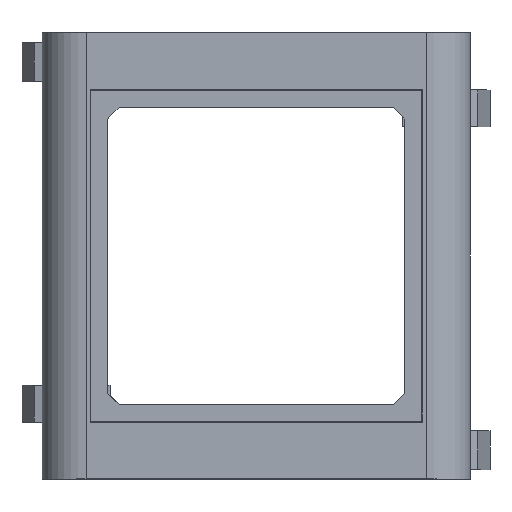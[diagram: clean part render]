
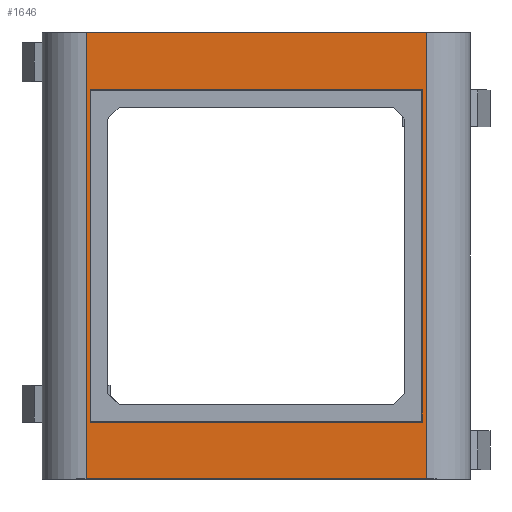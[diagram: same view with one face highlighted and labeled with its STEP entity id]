
A CAD part, top view. The second image highlights one B-rep face of the part: STEP entity #1646.
In plain terms, the highlighted planar face has unit normal (0, 0, 1).
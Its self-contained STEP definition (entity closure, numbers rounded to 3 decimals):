
#1592=AXIS2_PLACEMENT_3D('Plane Axis2P3D',#1589,#1590,#1591) ;
#744=CARTESIAN_POINT('Vertex',(22.6,-22.6,9.8)) ;
#747=CARTESIAN_POINT('Line Origine',(22.6,0.,9.8)) ;
#751=CARTESIAN_POINT('Vertex',(22.6,22.6,9.8)) ;
#1574=CARTESIAN_POINT('Vertex',(-22.6,-22.6,9.8)) ;
#1577=CARTESIAN_POINT('Line Origine',(0.,-22.6,9.8)) ;
#1589=CARTESIAN_POINT('Axis2P3D Location',(0.,0.,9.8)) ;
#1594=CARTESIAN_POINT('Line Origine',(0.,-30.355,9.8)) ;
#1598=CARTESIAN_POINT('Vertex',(-23.154,-30.355,9.8)) ;
#1600=CARTESIAN_POINT('Vertex',(23.154,-30.355,9.8)) ;
#1603=CARTESIAN_POINT('Line Origine',(23.154,0.,9.8)) ;
#1607=CARTESIAN_POINT('Vertex',(23.154,30.355,9.8)) ;
#1610=CARTESIAN_POINT('Line Origine',(0.,30.355,9.8)) ;
#1614=CARTESIAN_POINT('Vertex',(-23.154,30.355,9.8)) ;
#1617=CARTESIAN_POINT('Line Origine',(-23.154,0.,9.8)) ;
#1628=CARTESIAN_POINT('Line Origine',(-22.6,0.,9.8)) ;
#1632=CARTESIAN_POINT('Vertex',(-22.6,22.6,9.8)) ;
#1635=CARTESIAN_POINT('Line Origine',(0.,22.6,9.8)) ;
#748=DIRECTION('Vector Direction',(0.,1.,0.)) ;
#1578=DIRECTION('Vector Direction',(-1.,0.,0.)) ;
#1590=DIRECTION('Axis2P3D Direction',(0.,0.,1.)) ;
#1591=DIRECTION('Axis2P3D XDirection',(1.,0.,0.)) ;
#1595=DIRECTION('Vector Direction',(1.,0.,0.)) ;
#1604=DIRECTION('Vector Direction',(0.,1.,0.)) ;
#1611=DIRECTION('Vector Direction',(1.,0.,0.)) ;
#1618=DIRECTION('Vector Direction',(0.,-1.,0.)) ;
#1629=DIRECTION('Vector Direction',(0.,-1.,0.)) ;
#1636=DIRECTION('Vector Direction',(1.,0.,0.)) ;
#749=VECTOR('Line Direction',#748,1.) ;
#1579=VECTOR('Line Direction',#1578,1.) ;
#1596=VECTOR('Line Direction',#1595,1.) ;
#1605=VECTOR('Line Direction',#1604,1.) ;
#1612=VECTOR('Line Direction',#1611,1.) ;
#1619=VECTOR('Line Direction',#1618,1.) ;
#1630=VECTOR('Line Direction',#1629,1.) ;
#1637=VECTOR('Line Direction',#1636,1.) ;
#1623=ORIENTED_EDGE('',*,*,#1602,.T.) ;
#1624=ORIENTED_EDGE('',*,*,#1609,.T.) ;
#1625=ORIENTED_EDGE('',*,*,#1616,.T.) ;
#1626=ORIENTED_EDGE('',*,*,#1621,.T.) ;
#1641=ORIENTED_EDGE('',*,*,#753,.T.) ;
#1642=ORIENTED_EDGE('',*,*,#1581,.T.) ;
#1643=ORIENTED_EDGE('',*,*,#1634,.T.) ;
#1644=ORIENTED_EDGE('',*,*,#1639,.T.) ;
#1645=FACE_BOUND('',#1640,.T.) ;
#1646=ADVANCED_FACE('Support',(#1627,#1645),#1593,.T.) ;
#753=EDGE_CURVE('',#752,#745,#750,.F.) ;
#1581=EDGE_CURVE('',#745,#1575,#1580,.T.) ;
#1602=EDGE_CURVE('',#1599,#1601,#1597,.T.) ;
#1609=EDGE_CURVE('',#1601,#1608,#1606,.T.) ;
#1616=EDGE_CURVE('',#1608,#1615,#1613,.F.) ;
#1621=EDGE_CURVE('',#1615,#1599,#1620,.T.) ;
#1634=EDGE_CURVE('',#1575,#1633,#1631,.F.) ;
#1639=EDGE_CURVE('',#1633,#752,#1638,.T.) ;
#1622=EDGE_LOOP('',(#1623,#1624,#1625,#1626)) ;
#1640=EDGE_LOOP('',(#1641,#1642,#1643,#1644)) ;
#1627=FACE_OUTER_BOUND('',#1622,.T.) ;
#750=LINE('Line',#747,#749) ;
#1580=LINE('Line',#1577,#1579) ;
#1597=LINE('Line',#1594,#1596) ;
#1606=LINE('Line',#1603,#1605) ;
#1613=LINE('Line',#1610,#1612) ;
#1620=LINE('Line',#1617,#1619) ;
#1631=LINE('Line',#1628,#1630) ;
#1638=LINE('Line',#1635,#1637) ;
#1593=PLANE('',#1592) ;
#745=VERTEX_POINT('',#744) ;
#752=VERTEX_POINT('',#751) ;
#1575=VERTEX_POINT('',#1574) ;
#1599=VERTEX_POINT('',#1598) ;
#1601=VERTEX_POINT('',#1600) ;
#1608=VERTEX_POINT('',#1607) ;
#1615=VERTEX_POINT('',#1614) ;
#1633=VERTEX_POINT('',#1632) ;
